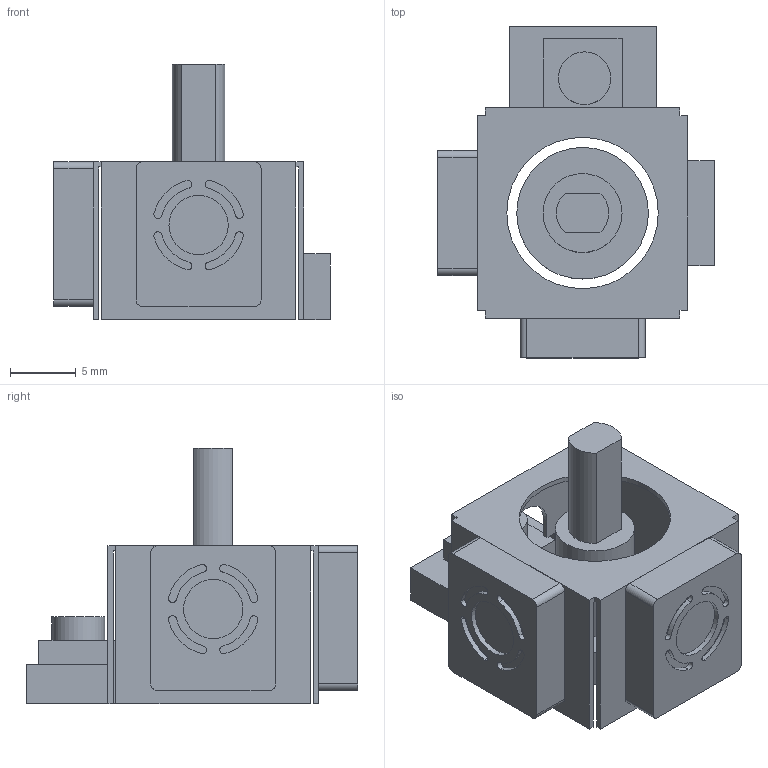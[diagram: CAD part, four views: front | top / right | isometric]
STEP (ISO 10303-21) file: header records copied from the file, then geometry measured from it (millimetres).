
FILE_DESCRIPTION(('FreeCAD Model'),'2;1');
FILE_NAME('Open CASCADE Shape Model','2024-03-10T16:18:46',('Author'),( ''),'Open CASCADE STEP processor 7.6','FreeCAD','Unknown');
FILE_SCHEMA(('AUTOMOTIVE_DESIGN { 1 0 10303 214 1 1 1 1 }'));
Length unit declared in the file: millimetre
Products named in the file (9): Analog 2-axis Joystick 512 v014; Analog 2-axis Joystick 512 v006; Analog 2-axis Joystick 512 v007; Analog 2-axis Joystick 512 v008; Analog 2-axis Joystick 512 v009; Analog 2-axis Joystick 512 v010; Analog 2-axis Joystick 512 v011; Analog 2-axis Joystick 512 v012; Analog 2-axis Joystick 512 v013
Assembly tree (8 placements, depth 2):
  Analog 2-axis Joystick 512 v014
    Analog 2-axis Joystick 512 v006
    Analog 2-axis Joystick 512 v007
    Analog 2-axis Joystick 512 v008
    Analog 2-axis Joystick 512 v009
    Analog 2-axis Joystick 512 v010
    Analog 2-axis Joystick 512 v011
    Analog 2-axis Joystick 512 v012
    Analog 2-axis Joystick 512 v013
Bounding box: 21 x 25.22 x 19.4 mm (x, y, z)
Volume: 1862.8 mm3; surface area: 3440.8 mm2
Topology: 8 solids, 8 shells, 131 faces, 309 edges, 206 vertices
Faces by surface type: plane 81, cylinder 50
Full cylindrical faces by diameter (mm): 4 x1, 4.5 x2, 6 x1, 10 x1, 11.5 x1
Entity records: 4011 total; most frequent: DIRECTION 689, CARTESIAN_POINT 655, ORIENTED_EDGE 618, EDGE_CURVE 309, AXIS2_PLACEMENT_3D 240, LINE 209, VECTOR 209, VERTEX_POINT 206
